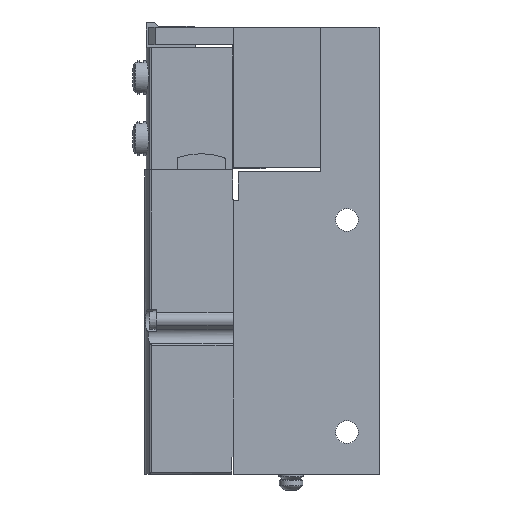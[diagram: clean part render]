
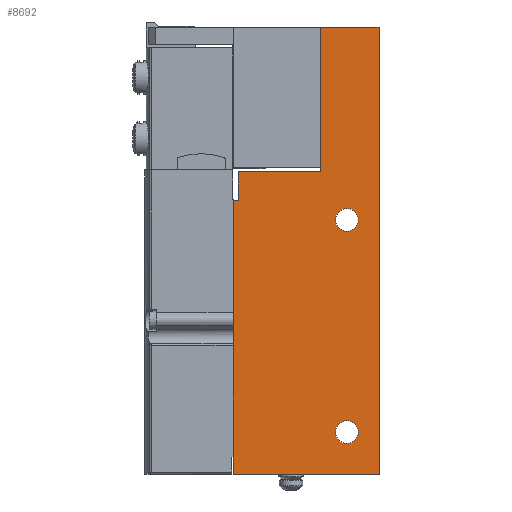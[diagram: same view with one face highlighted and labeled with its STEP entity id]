
A CAD part, left-side view. The second image highlights one B-rep face of the part: STEP entity #8692.
In plain terms, the highlighted planar face has unit normal (-1, 0, 0).
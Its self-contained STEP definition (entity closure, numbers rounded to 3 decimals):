
#372=LINE('',#13108,#1124);
#375=LINE('',#13114,#1127);
#378=LINE('',#13124,#1130);
#383=LINE('',#13136,#1135);
#385=LINE('',#13146,#1137);
#390=LINE('',#13156,#1142);
#394=LINE('',#13164,#1146);
#397=LINE('',#13172,#1149);
#1124=VECTOR('',#10365,1000.);
#1127=VECTOR('',#10370,1000.);
#1130=VECTOR('',#10379,1000.);
#1135=VECTOR('',#10388,1000.);
#1137=VECTOR('',#10398,1000.);
#1142=VECTOR('',#10405,1000.);
#1146=VECTOR('',#10411,1000.);
#1149=VECTOR('',#10418,1000.);
#1922=ORIENTED_EDGE('',*,*,#4344,.T.);
#1923=ORIENTED_EDGE('',*,*,#4345,.T.);
#1924=ORIENTED_EDGE('',*,*,#4309,.F.);
#1925=ORIENTED_EDGE('',*,*,#4341,.F.);
#1926=ORIENTED_EDGE('',*,*,#4337,.F.);
#1927=ORIENTED_EDGE('',*,*,#4333,.F.);
#1928=ORIENTED_EDGE('',*,*,#4328,.F.);
#1929=ORIENTED_EDGE('',*,*,#4323,.F.);
#1930=ORIENTED_EDGE('',*,*,#4317,.F.);
#1931=ORIENTED_EDGE('',*,*,#4312,.F.);
#4309=EDGE_CURVE('',#5524,#5525,#372,.T.);
#4312=EDGE_CURVE('',#5525,#5527,#375,.T.);
#4317=EDGE_CURVE('',#5527,#5531,#378,.T.);
#4323=EDGE_CURVE('',#5531,#5536,#383,.T.);
#4328=EDGE_CURVE('',#5536,#5540,#385,.T.);
#4333=EDGE_CURVE('',#5540,#5544,#390,.T.);
#4337=EDGE_CURVE('',#5544,#5547,#394,.T.);
#4341=EDGE_CURVE('',#5547,#5524,#397,.T.);
#4344=EDGE_CURVE('',#5551,#5551,#6388,.T.);
#4345=EDGE_CURVE('',#5552,#5552,#6389,.T.);
#5524=VERTEX_POINT('',#13107);
#5525=VERTEX_POINT('',#13109);
#5527=VERTEX_POINT('',#13115);
#5531=VERTEX_POINT('',#13125);
#5536=VERTEX_POINT('',#13137);
#5540=VERTEX_POINT('',#13147);
#5544=VERTEX_POINT('',#13157);
#5547=VERTEX_POINT('',#13165);
#5551=VERTEX_POINT('',#13178);
#5552=VERTEX_POINT('',#13180);
#6388=CIRCLE('',#9378,2.75);
#6389=CIRCLE('',#9379,2.75);
#6805=EDGE_LOOP('',(#1922));
#6806=EDGE_LOOP('',(#1923));
#6807=EDGE_LOOP('',(#1924,#1925,#1926,#1927,#1928,#1929,#1930,#1931));
#7579=FACE_BOUND('',#6805,.T.);
#7580=FACE_BOUND('',#6806,.T.);
#7581=FACE_BOUND('',#6807,.T.);
#8353=PLANE('',#9377);
#8692=ADVANCED_FACE('',(#7579,#7580,#7581),#8353,.F.);
#9377=AXIS2_PLACEMENT_3D('',#13176,#10421,#10422);
#9378=AXIS2_PLACEMENT_3D('',#13177,#10423,#10424);
#9379=AXIS2_PLACEMENT_3D('',#13179,#10425,#10426);
#10365=DIRECTION('',(0.,0.,1.));
#10370=DIRECTION('',(0.,-1.,0.));
#10379=DIRECTION('',(0.,0.,-1.));
#10388=DIRECTION('',(0.,1.,0.));
#10398=DIRECTION('',(0.,0.,1.));
#10405=DIRECTION('',(0.,-1.,0.));
#10411=DIRECTION('',(0.,0.,1.));
#10418=DIRECTION('',(0.,-1.,0.));
#10421=DIRECTION('',(1.,0.,0.));
#10422=DIRECTION('',(0.,0.,-1.));
#10423=DIRECTION('',(1.,0.,0.));
#10424=DIRECTION('',(0.,0.,-1.));
#10425=DIRECTION('',(1.,0.,0.));
#10426=DIRECTION('',(0.,0.,-1.));
#13107=CARTESIAN_POINT('',(-24.4,14.05,36.7));
#13108=CARTESIAN_POINT('',(-24.4,14.05,36.7));
#13109=CARTESIAN_POINT('',(-24.4,14.05,71.4));
#13114=CARTESIAN_POINT('',(-24.4,14.05,71.4));
#13115=CARTESIAN_POINT('',(-24.4,0.,71.4));
#13124=CARTESIAN_POINT('',(-24.4,0.,71.4));
#13125=CARTESIAN_POINT('',(-24.4,0.,-35.9));
#13136=CARTESIAN_POINT('',(-24.4,0.,-35.9));
#13137=CARTESIAN_POINT('',(-24.4,35.,-35.9));
#13146=CARTESIAN_POINT('',(-24.4,35.,-35.9));
#13147=CARTESIAN_POINT('',(-24.4,35.,29.75));
#13156=CARTESIAN_POINT('',(-24.4,35.,29.75));
#13157=CARTESIAN_POINT('',(-24.4,33.75,29.75));
#13164=CARTESIAN_POINT('',(-24.4,33.75,29.75));
#13165=CARTESIAN_POINT('',(-24.4,33.75,36.7));
#13172=CARTESIAN_POINT('',(-24.4,33.75,36.7));
#13176=CARTESIAN_POINT('',(-24.4,0.,0.));
#13177=CARTESIAN_POINT('',(-24.4,7.7,25.1));
#13178=CARTESIAN_POINT('',(-24.4,7.7,22.35));
#13179=CARTESIAN_POINT('',(-24.4,7.7,-25.8));
#13180=CARTESIAN_POINT('',(-24.4,7.7,-28.55));
